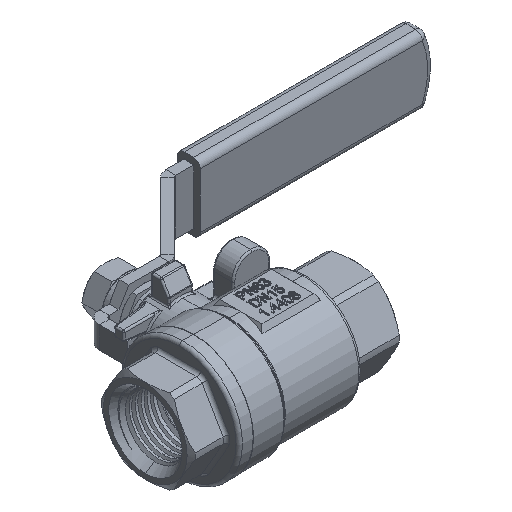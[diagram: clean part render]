
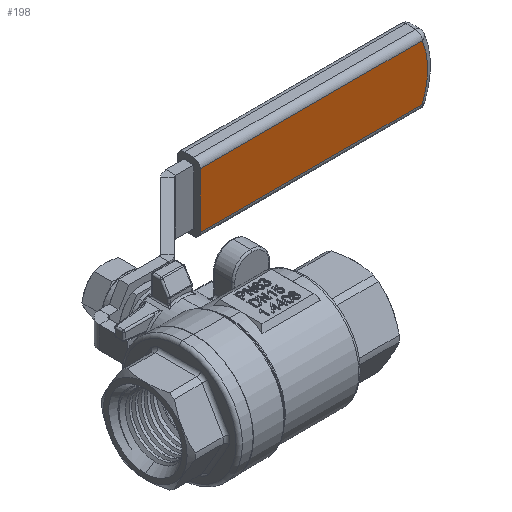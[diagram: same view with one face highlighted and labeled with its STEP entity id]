
A CAD part, isometric view. The second image highlights one B-rep face of the part: STEP entity #198.
In plain terms, the highlighted planar face has unit normal (0, -1, 0).
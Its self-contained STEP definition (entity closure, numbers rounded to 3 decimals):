
#11 = VERTEX_POINT ( 'NONE', #1378 ) ;
#81 = VERTEX_POINT ( 'NONE', #1949 ) ;
#83 = EDGE_CURVE ( 'NONE', #81, #11, #1948, .T. ) ;
#128 = ORIENTED_EDGE ( 'NONE', *, *, #129, .T. ) ;
#129 = EDGE_CURVE ( 'NONE', #81, #130, #2453, .T. ) ;
#130 = VERTEX_POINT ( 'NONE', #2449 ) ;
#131 = ORIENTED_EDGE ( 'NONE', *, *, #132, .T. ) ;
#132 = EDGE_CURVE ( 'NONE', #130, #133, #2448, .T. ) ;
#133 = VERTEX_POINT ( 'NONE', #2443 ) ;
#134 = ORIENTED_EDGE ( 'NONE', *, *, #135, .T. ) ;
#135 = EDGE_CURVE ( 'NONE', #133, #11, #2442, .T. ) ;
#198 = ADVANCED_FACE ( 'NONE', ( #2563 ), #2562, .F. ) ;
#199 = EDGE_LOOP ( 'NONE', ( #200, #128, #131, #134 ) ) ;
#200 = ORIENTED_EDGE ( 'NONE', *, *, #83, .F. ) ;
#1378 = CARTESIAN_POINT ( 'NONE',  ( 38., 53., 8.5 ) ) ;
#1945 = DIRECTION ( 'NONE',  ( 0., 0., 1. ) ) ;
#1946 = VECTOR ( 'NONE', #1945, 1000. ) ;
#1947 = CARTESIAN_POINT ( 'NONE',  ( 38., 53., 10.5 ) ) ;
#1948 = LINE ( 'NONE', #1947, #1946 ) ;
#1949 = CARTESIAN_POINT ( 'NONE',  ( 38., 53., -8.5 ) ) ;
#2439 = DIRECTION ( 'NONE',  ( -1., 0., 0. ) ) ;
#2440 = VECTOR ( 'NONE', #2439, 1000. ) ;
#2441 = CARTESIAN_POINT ( 'NONE',  ( 86., 53., 8.5 ) ) ;
#2442 = LINE ( 'NONE', #2441, #2440 ) ;
#2443 = CARTESIAN_POINT ( 'NONE',  ( 106.292, 53., 8.5 ) ) ;
#2444 = DIRECTION ( 'NONE',  ( 0., 0., 1. ) ) ;
#2445 = DIRECTION ( 'NONE',  ( 0., -1., 0. ) ) ;
#2446 = CARTESIAN_POINT ( 'NONE',  ( 86., 53., 0. ) ) ;
#2447 = AXIS2_PLACEMENT_3D ( 'NONE', #2446, #2445, #2444 ) ;
#2448 = CIRCLE ( 'NONE', #2447, 22. ) ;
#2449 = CARTESIAN_POINT ( 'NONE',  ( 106.292, 53., -8.5 ) ) ;
#2450 = DIRECTION ( 'NONE',  ( 1., 0., 0. ) ) ;
#2451 = VECTOR ( 'NONE', #2450, 1000. ) ;
#2452 = CARTESIAN_POINT ( 'NONE',  ( 86., 53., -8.5 ) ) ;
#2453 = LINE ( 'NONE', #2452, #2451 ) ;
#2558 = DIRECTION ( 'NONE',  ( 0., 0., 1. ) ) ;
#2559 = DIRECTION ( 'NONE',  ( 0., 1., 0. ) ) ;
#2560 = CARTESIAN_POINT ( 'NONE',  ( 86., 53., 0. ) ) ;
#2561 = AXIS2_PLACEMENT_3D ( 'NONE', #2560, #2559, #2558 ) ;
#2562 = PLANE ( 'NONE',  #2561 ) ;
#2563 = FACE_OUTER_BOUND ( 'NONE', #199, .T. ) ;
